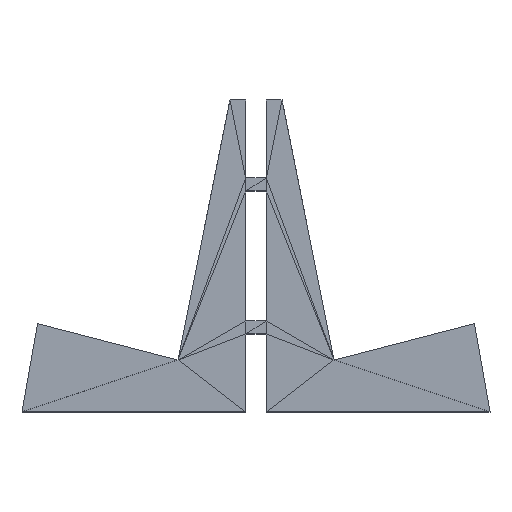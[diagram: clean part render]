
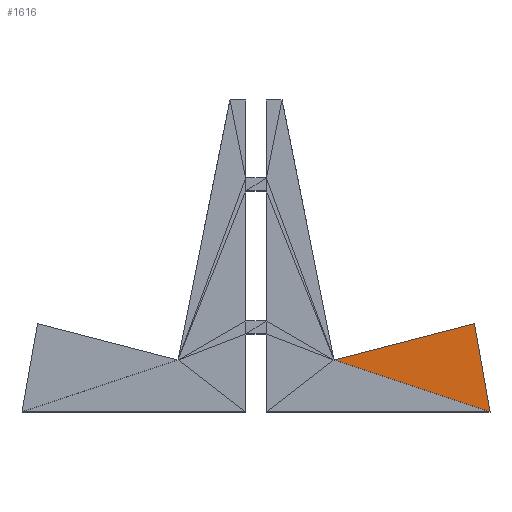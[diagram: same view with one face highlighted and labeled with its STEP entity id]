
A CAD part, top view. The second image highlights one B-rep face of the part: STEP entity #1616.
In plain terms, the highlighted planar face has unit normal (0, 0, 1).
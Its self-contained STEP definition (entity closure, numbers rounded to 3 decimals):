
#1299 = VERTEX_POINT('',#1300);
#1300 = CARTESIAN_POINT('',(45.,-79.,2.));
#1395 = PLANE('',#1396);
#1396 = AXIS2_PLACEMENT_3D('',#1397,#1398,#1399);
#1397 = CARTESIAN_POINT('',(23.055,-76.362,2.));
#1398 = DIRECTION('',(0.,0.,1.));
#1399 = DIRECTION('',(1.,0.,0.));
#1565 = EDGE_CURVE('',#1566,#1299,#1568,.T.);
#1566 = VERTEX_POINT('',#1567);
#1567 = CARTESIAN_POINT('',(15.,-69.,2.));
#1568 = SURFACE_CURVE('',#1569,(#1573,#1579),.PCURVE_S1.);
#1569 = LINE('',#1570,#1571);
#1570 = CARTESIAN_POINT('',(15.,-69.,2.));
#1571 = VECTOR('',#1572,1.);
#1572 = DIRECTION('',(0.949,-0.316,0.));
#1573 = PCURVE('',#1395,#1574);
#1574 = DEFINITIONAL_REPRESENTATION('',(#1575),#1578);
#1575 = B_SPLINE_CURVE_WITH_KNOTS('',1,(#1576,#1577),.UNSPECIFIED.,.F.,
  .F.,(2,2),(0.,31.623),.PIECEWISE_BEZIER_KNOTS.);
#1576 = CARTESIAN_POINT('',(-8.055,7.362));
#1577 = CARTESIAN_POINT('',(21.945,-2.638));
#1578 = ( GEOMETRIC_REPRESENTATION_CONTEXT(2) 
PARAMETRIC_REPRESENTATION_CONTEXT() REPRESENTATION_CONTEXT('2D SPACE',''
  ) );
#1579 = PCURVE('',#1580,#1585);
#1580 = PLANE('',#1581);
#1581 = AXIS2_PLACEMENT_3D('',#1582,#1583,#1584);
#1582 = CARTESIAN_POINT('',(32.49,-70.125,2.));
#1583 = DIRECTION('',(0.,0.,1.));
#1584 = DIRECTION('',(1.,0.,0.));
#1585 = DEFINITIONAL_REPRESENTATION('',(#1586),#1590);
#1586 = LINE('',#1587,#1588);
#1587 = CARTESIAN_POINT('',(-17.49,1.125));
#1588 = VECTOR('',#1589,1.);
#1589 = DIRECTION('',(0.949,-0.316));
#1590 = ( GEOMETRIC_REPRESENTATION_CONTEXT(2) 
PARAMETRIC_REPRESENTATION_CONTEXT() REPRESENTATION_CONTEXT('2D SPACE',''
  ) );
#1616 = ADVANCED_FACE('',(#1617),#1580,.T.);
#1617 = FACE_BOUND('',#1618,.T.);
#1618 = EDGE_LOOP('',(#1619,#1646,#1647));
#1619 = ORIENTED_EDGE('',*,*,#1620,.T.);
#1620 = EDGE_CURVE('',#1621,#1566,#1623,.T.);
#1621 = VERTEX_POINT('',#1622);
#1622 = CARTESIAN_POINT('',(42.,-62.,2.));
#1623 = SURFACE_CURVE('',#1624,(#1628,#1635),.PCURVE_S1.);
#1624 = LINE('',#1625,#1626);
#1625 = CARTESIAN_POINT('',(42.,-62.,2.));
#1626 = VECTOR('',#1627,1.);
#1627 = DIRECTION('',(-0.968,-0.251,0.));
#1628 = PCURVE('',#1580,#1629);
#1629 = DEFINITIONAL_REPRESENTATION('',(#1630),#1634);
#1630 = LINE('',#1631,#1632);
#1631 = CARTESIAN_POINT('',(9.51,8.125));
#1632 = VECTOR('',#1633,1.);
#1633 = DIRECTION('',(-0.968,-0.251));
#1634 = ( GEOMETRIC_REPRESENTATION_CONTEXT(2) 
PARAMETRIC_REPRESENTATION_CONTEXT() REPRESENTATION_CONTEXT('2D SPACE',''
  ) );
#1635 = PCURVE('',#1636,#1641);
#1636 = PLANE('',#1637);
#1637 = AXIS2_PLACEMENT_3D('',#1638,#1639,#1640);
#1638 = CARTESIAN_POINT('',(28.033,-65.621,
    1.482));
#1639 = DIRECTION('',(-0.251,0.968,0.
    ));
#1640 = DIRECTION('',(0.968,0.251,0.
    ));
#1641 = DEFINITIONAL_REPRESENTATION('',(#1642),#1645);
#1642 = B_SPLINE_CURVE_WITH_KNOTS('',1,(#1643,#1644),.UNSPECIFIED.,.F.,
  .F.,(2,2),(0.,27.893),.PIECEWISE_BEZIER_KNOTS.);
#1643 = CARTESIAN_POINT('',(14.428,-0.518));
#1644 = CARTESIAN_POINT('',(-13.464,-0.518));
#1645 = ( GEOMETRIC_REPRESENTATION_CONTEXT(2) 
PARAMETRIC_REPRESENTATION_CONTEXT() REPRESENTATION_CONTEXT('2D SPACE',''
  ) );
#1646 = ORIENTED_EDGE('',*,*,#1565,.T.);
#1647 = ORIENTED_EDGE('',*,*,#1648,.T.);
#1648 = EDGE_CURVE('',#1299,#1621,#1649,.T.);
#1649 = SURFACE_CURVE('',#1650,(#1654,#1661),.PCURVE_S1.);
#1650 = LINE('',#1651,#1652);
#1651 = CARTESIAN_POINT('',(45.,-79.,2.));
#1652 = VECTOR('',#1653,1.);
#1653 = DIRECTION('',(-0.174,0.985,0.));
#1654 = PCURVE('',#1580,#1655);
#1655 = DEFINITIONAL_REPRESENTATION('',(#1656),#1660);
#1656 = LINE('',#1657,#1658);
#1657 = CARTESIAN_POINT('',(12.51,-8.875));
#1658 = VECTOR('',#1659,1.);
#1659 = DIRECTION('',(-0.174,0.985));
#1660 = ( GEOMETRIC_REPRESENTATION_CONTEXT(2) 
PARAMETRIC_REPRESENTATION_CONTEXT() REPRESENTATION_CONTEXT('2D SPACE',''
  ) );
#1661 = PCURVE('',#1662,#1667);
#1662 = PLANE('',#1663);
#1663 = AXIS2_PLACEMENT_3D('',#1664,#1665,#1666);
#1664 = CARTESIAN_POINT('',(43.418,-70.036,
    1.471));
#1665 = DIRECTION('',(0.985,0.174,0.)
  );
#1666 = DIRECTION('',(-0.174,0.985,0.));
#1667 = DEFINITIONAL_REPRESENTATION('',(#1668),#1671);
#1668 = B_SPLINE_CURVE_WITH_KNOTS('',1,(#1669,#1670),.UNSPECIFIED.,.F.,
  .F.,(2,2),(0.,17.263),.PIECEWISE_BEZIER_KNOTS.);
#1669 = CARTESIAN_POINT('',(-9.102,0.529));
#1670 = CARTESIAN_POINT('',(8.16,0.529));
#1671 = ( GEOMETRIC_REPRESENTATION_CONTEXT(2) 
PARAMETRIC_REPRESENTATION_CONTEXT() REPRESENTATION_CONTEXT('2D SPACE',''
  ) );
